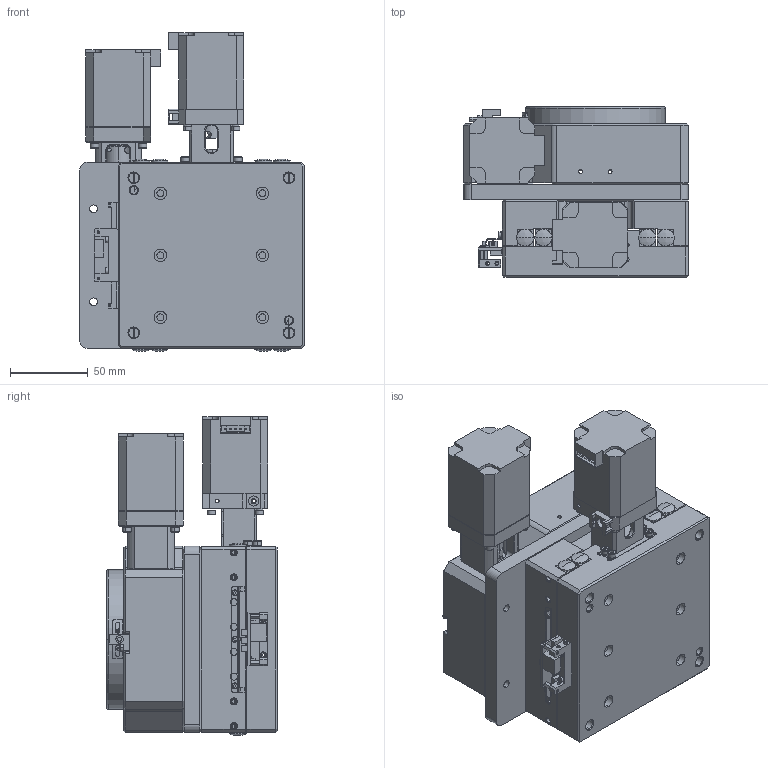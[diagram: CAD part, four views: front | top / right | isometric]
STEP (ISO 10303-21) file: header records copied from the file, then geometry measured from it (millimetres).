
FILE_DESCRIPTION (( 'STEP AP203' ), '1' );
FILE_NAME ('GXR120-25-360-OS-01W.STEP', '2021-08-26T12:35:32', ( 'karl' ), ( '' ), 'SwSTEP 2.0', 'SolidWorks 2019', '' );
FILE_SCHEMA (( 'CONFIG_CONTROL_DESIGN' ));
Length unit declared in the file: millimetre
Products named in the file (1): GXR120-25-360-OS-01W
Bounding box: 145 x 110 x 205.7 mm (x, y, z)
Surface area: 224612.1 mm2 (no closed solid volume)
Topology: 0 solids, 83 shells, 1256 faces, 4328 edges, 3035 vertices
Faces by surface type: plane 647, cylinder 354, cone 170, torus 52, sphere 22, bspline 11
Entity records: 48851 total; most frequent: CARTESIAN_POINT 11803, DIRECTION 7847, ORIENTED_EDGE 6714, EDGE_CURVE 4293, VERTEX_POINT 3033, AXIS2_PLACEMENT_3D 2653, LINE 2541, VECTOR 2541
